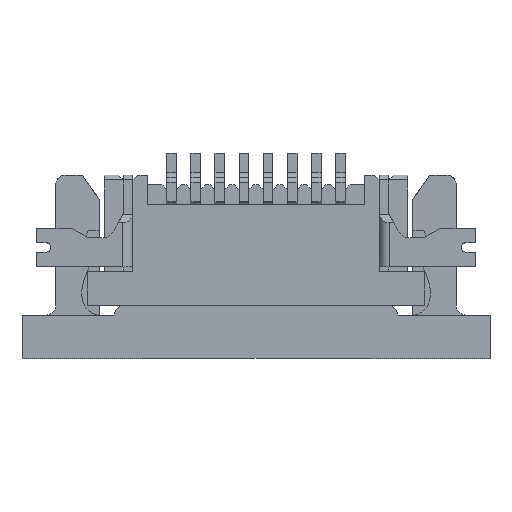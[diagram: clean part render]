
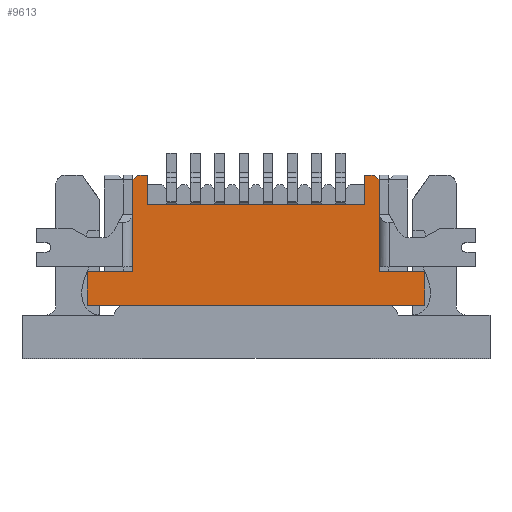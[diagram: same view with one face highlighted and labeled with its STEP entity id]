
A CAD part, top view. The second image highlights one B-rep face of the part: STEP entity #9613.
In plain terms, the highlighted planar face has unit normal (0, 0, 1).
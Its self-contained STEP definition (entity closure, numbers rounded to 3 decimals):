
#513=ORIENTED_EDGE('',*,*,#3427,.T.);
#514=ORIENTED_EDGE('',*,*,#3428,.T.);
#515=ORIENTED_EDGE('',*,*,#3429,.T.);
#516=ORIENTED_EDGE('',*,*,#3430,.T.);
#517=ORIENTED_EDGE('',*,*,#3431,.T.);
#518=ORIENTED_EDGE('',*,*,#3432,.F.);
#519=ORIENTED_EDGE('',*,*,#3433,.F.);
#520=ORIENTED_EDGE('',*,*,#3434,.T.);
#521=ORIENTED_EDGE('',*,*,#3435,.T.);
#522=ORIENTED_EDGE('',*,*,#3436,.T.);
#523=ORIENTED_EDGE('',*,*,#3437,.F.);
#524=ORIENTED_EDGE('',*,*,#3438,.F.);
#525=ORIENTED_EDGE('',*,*,#3439,.T.);
#526=ORIENTED_EDGE('',*,*,#3440,.T.);
#3427=EDGE_CURVE('',#4880,#4881,#5824,.T.);
#3428=EDGE_CURVE('',#4881,#4882,#5825,.T.);
#3429=EDGE_CURVE('',#4882,#4883,#5826,.T.);
#3430=EDGE_CURVE('',#4883,#4884,#5827,.T.);
#3431=EDGE_CURVE('',#4884,#4885,#5828,.T.);
#3432=EDGE_CURVE('',#4886,#4885,#5829,.T.);
#3433=EDGE_CURVE('',#4887,#4886,#5830,.T.);
#3434=EDGE_CURVE('',#4887,#4888,#5831,.T.);
#3435=EDGE_CURVE('',#4888,#4889,#5832,.T.);
#3436=EDGE_CURVE('',#4889,#4890,#5833,.T.);
#3437=EDGE_CURVE('',#4891,#4890,#5834,.T.);
#3438=EDGE_CURVE('',#4892,#4891,#5835,.T.);
#3439=EDGE_CURVE('',#4892,#4893,#5836,.T.);
#3440=EDGE_CURVE('',#4893,#4880,#5837,.T.);
#4880=VERTEX_POINT('',#13752);
#4881=VERTEX_POINT('',#13753);
#4882=VERTEX_POINT('',#13755);
#4883=VERTEX_POINT('',#13757);
#4884=VERTEX_POINT('',#13759);
#4885=VERTEX_POINT('',#13761);
#4886=VERTEX_POINT('',#13763);
#4887=VERTEX_POINT('',#13765);
#4888=VERTEX_POINT('',#13767);
#4889=VERTEX_POINT('',#13769);
#4890=VERTEX_POINT('',#13771);
#4891=VERTEX_POINT('',#13773);
#4892=VERTEX_POINT('',#13775);
#4893=VERTEX_POINT('',#13777);
#5824=LINE('',#13751,#7069);
#5825=LINE('',#13754,#7070);
#5826=LINE('',#13756,#7071);
#5827=LINE('',#13758,#7072);
#5828=LINE('',#13760,#7073);
#5829=LINE('',#13762,#7074);
#5830=LINE('',#13764,#7075);
#5831=LINE('',#13766,#7076);
#5832=LINE('',#13768,#7077);
#5833=LINE('',#13770,#7078);
#5834=LINE('',#13772,#7079);
#5835=LINE('',#13774,#7080);
#5836=LINE('',#13776,#7081);
#5837=LINE('',#13778,#7082);
#7069=VECTOR('',#11026,1000.);
#7070=VECTOR('',#11027,1000.);
#7071=VECTOR('',#11028,1000.);
#7072=VECTOR('',#11029,1000.);
#7073=VECTOR('',#11030,1000.);
#7074=VECTOR('',#11031,1000.);
#7075=VECTOR('',#11032,1000.);
#7076=VECTOR('',#11033,1000.);
#7077=VECTOR('',#11034,1000.);
#7078=VECTOR('',#11035,1000.);
#7079=VECTOR('',#11036,1000.);
#7080=VECTOR('',#11037,1000.);
#7081=VECTOR('',#11038,1000.);
#7082=VECTOR('',#11039,1000.);
#8248=EDGE_LOOP('',(#513,#514,#515,#516,#517,#518,#519,#520,#521,#522,#523,
#524,#525,#526));
#8739=FACE_BOUND('',#8248,.T.);
#9222=PLANE('',#10179);
#9613=ADVANCED_FACE('',(#8739),#9222,.T.);
#10179=AXIS2_PLACEMENT_3D('',#13750,#11024,#11025);
#11024=DIRECTION('',(0.,0.,1.));
#11025=DIRECTION('',(1.,0.,0.));
#11026=DIRECTION('',(0.,-1.,0.));
#11027=DIRECTION('',(-1.,0.,0.));
#11028=DIRECTION('',(0.,1.,0.));
#11029=DIRECTION('',(-1.,0.,0.));
#11030=DIRECTION('',(-0.707,-0.707,0.));
#11031=DIRECTION('',(0.,1.,0.));
#11032=DIRECTION('',(1.,0.,0.));
#11033=DIRECTION('',(0.,-1.,0.));
#11034=DIRECTION('',(1.,0.,0.));
#11035=DIRECTION('',(0.,1.,0.));
#11036=DIRECTION('',(1.,0.,0.));
#11037=DIRECTION('',(0.,-1.,0.));
#11038=DIRECTION('',(-0.707,0.707,0.));
#11039=DIRECTION('',(-1.,0.,0.));
#13750=CARTESIAN_POINT('',(0.,0.,0.6));
#13751=CARTESIAN_POINT('',(2.25,1.35,0.6));
#13752=CARTESIAN_POINT('',(2.25,1.35,0.6));
#13753=CARTESIAN_POINT('',(2.25,0.75,0.6));
#13754=CARTESIAN_POINT('',(-1.65,0.75,0.6));
#13755=CARTESIAN_POINT('',(-2.25,0.75,0.6));
#13756=CARTESIAN_POINT('',(-2.25,1.15,0.6));
#13757=CARTESIAN_POINT('',(-2.25,1.35,0.6));
#13758=CARTESIAN_POINT('',(3.5,1.35,0.6));
#13759=CARTESIAN_POINT('',(-2.45,1.35,0.6));
#13760=CARTESIAN_POINT('',(-1.9,1.9,0.6));
#13761=CARTESIAN_POINT('',(-2.55,1.25,0.6));
#13762=CARTESIAN_POINT('',(-2.55,-0.65,0.6));
#13763=CARTESIAN_POINT('',(-2.55,-0.65,0.6));
#13764=CARTESIAN_POINT('',(-3.5,-0.65,0.6));
#13765=CARTESIAN_POINT('',(-3.5,-0.65,0.6));
#13766=CARTESIAN_POINT('',(-3.5,1.35,0.6));
#13767=CARTESIAN_POINT('',(-3.5,-1.35,0.6));
#13768=CARTESIAN_POINT('',(-3.5,-1.35,0.6));
#13769=CARTESIAN_POINT('',(3.5,-1.35,0.6));
#13770=CARTESIAN_POINT('',(3.5,-1.35,0.6));
#13771=CARTESIAN_POINT('',(3.5,-0.65,0.6));
#13772=CARTESIAN_POINT('',(3.15,-0.65,0.6));
#13773=CARTESIAN_POINT('',(2.55,-0.65,0.6));
#13774=CARTESIAN_POINT('',(2.55,1.35,0.6));
#13775=CARTESIAN_POINT('',(2.55,1.25,0.6));
#13776=CARTESIAN_POINT('',(1.9,1.9,0.6));
#13777=CARTESIAN_POINT('',(2.45,1.35,0.6));
#13778=CARTESIAN_POINT('',(3.5,1.35,0.6));
